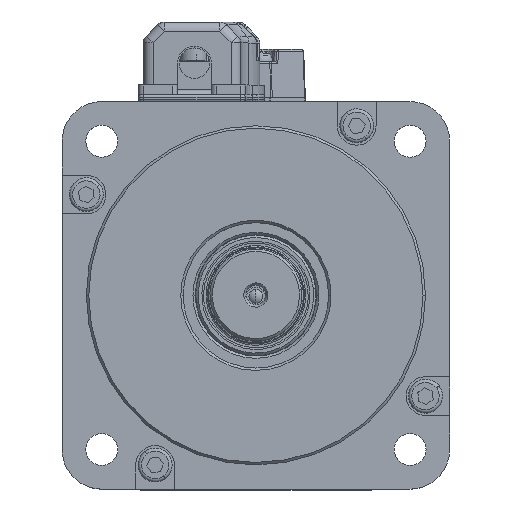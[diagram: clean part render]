
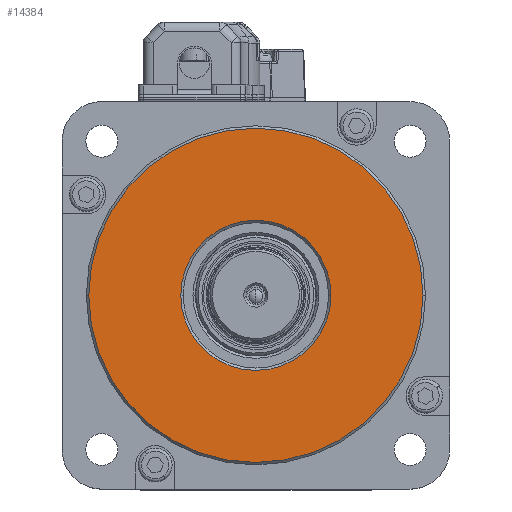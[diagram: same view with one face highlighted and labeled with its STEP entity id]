
A CAD part, top view. The second image highlights one B-rep face of the part: STEP entity #14384.
In plain terms, the highlighted planar face has unit normal (0, 0, 1).
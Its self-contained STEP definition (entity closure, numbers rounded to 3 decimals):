
#149 = CARTESIAN_POINT ( 'NONE',  ( -35.64, -6.169, 139.3 ) ) ;
#289 = AXIS2_PLACEMENT_3D ( 'NONE', #18785, #8112, #20582 ) ;
#2554 = AXIS2_PLACEMENT_3D ( 'NONE', #18923, #8264, #20738 ) ;
#2630 = ORIENTED_EDGE ( 'NONE', *, *, #10898, .T. ) ;
#3846 = EDGE_LOOP ( 'NONE', ( #10297, #9134 ) ) ;
#4013 = CIRCLE ( 'NONE', #11373, 34.5 ) ;
#4490 = AXIS2_PLACEMENT_3D ( 'NONE', #14277, #17853, #7164 ) ;
#4771 = CIRCLE ( 'NONE', #9236, 15.5 ) ;
#6449 = EDGE_LOOP ( 'NONE', ( #2630, #12917 ) ) ;
#6656 = FACE_OUTER_BOUND ( 'NONE', #3846, .T. ) ;
#6759 = CARTESIAN_POINT ( 'NONE',  ( -1.14, -6.169, 139.3 ) ) ;
#6887 = FACE_BOUND ( 'NONE', #6449, .T. ) ;
#7164 = DIRECTION ( 'NONE',  ( 1., 0., 0. ) ) ;
#8112 = DIRECTION ( 'NONE',  ( 0., 0., -1. ) ) ;
#8264 = DIRECTION ( 'NONE',  ( 0., 0., 1. ) ) ;
#8544 = DIRECTION ( 'NONE',  ( 1., 0., 0. ) ) ;
#9046 = VERTEX_POINT ( 'NONE', #9519 ) ;
#9134 = ORIENTED_EDGE ( 'NONE', *, *, #14195, .T. ) ;
#9236 = AXIS2_PLACEMENT_3D ( 'NONE', #9301, #21755, #11092 ) ;
#9301 = CARTESIAN_POINT ( 'NONE',  ( -1.14, -6.169, 139.3 ) ) ;
#9305 = EDGE_CURVE ( 'NONE', #15181, #15164, #4013, .T. ) ;
#9519 = CARTESIAN_POINT ( 'NONE',  ( -16.64, -6.169, 139.3 ) ) ;
#10297 = ORIENTED_EDGE ( 'NONE', *, *, #9305, .T. ) ;
#10487 = CIRCLE ( 'NONE', #289, 15.5 ) ;
#10703 = PLANE ( 'NONE',  #4490 ) ;
#10898 = EDGE_CURVE ( 'NONE', #19867, #9046, #4771, .T. ) ;
#11092 = DIRECTION ( 'NONE',  ( 1., 0., 0. ) ) ;
#11373 = AXIS2_PLACEMENT_3D ( 'NONE', #6759, #19192, #8544 ) ;
#12917 = ORIENTED_EDGE ( 'NONE', *, *, #18842, .T. ) ;
#14195 = EDGE_CURVE ( 'NONE', #15164, #15181, #14435, .T. ) ;
#14277 = CARTESIAN_POINT ( 'NONE',  ( -41.14, -46.169, 139.3 ) ) ;
#14384 = ADVANCED_FACE ( 'NONE', ( #6887, #6656 ), #10703, .T. ) ;
#14435 = CIRCLE ( 'NONE', #2554, 34.5 ) ;
#15164 = VERTEX_POINT ( 'NONE', #21439 ) ;
#15181 = VERTEX_POINT ( 'NONE', #149 ) ;
#17853 = DIRECTION ( 'NONE',  ( 0., 0., 1. ) ) ;
#18363 = CARTESIAN_POINT ( 'NONE',  ( 14.36, -6.169, 139.3 ) ) ;
#18785 = CARTESIAN_POINT ( 'NONE',  ( -1.14, -6.169, 139.3 ) ) ;
#18842 = EDGE_CURVE ( 'NONE', #9046, #19867, #10487, .T. ) ;
#18923 = CARTESIAN_POINT ( 'NONE',  ( -1.14, -6.169, 139.3 ) ) ;
#19192 = DIRECTION ( 'NONE',  ( 0., 0., 1. ) ) ;
#19867 = VERTEX_POINT ( 'NONE', #18363 ) ;
#20582 = DIRECTION ( 'NONE',  ( 1., 0., 0. ) ) ;
#20738 = DIRECTION ( 'NONE',  ( 1., 0., 0. ) ) ;
#21439 = CARTESIAN_POINT ( 'NONE',  ( 33.36, -6.169, 139.3 ) ) ;
#21755 = DIRECTION ( 'NONE',  ( 0., 0., -1. ) ) ;
